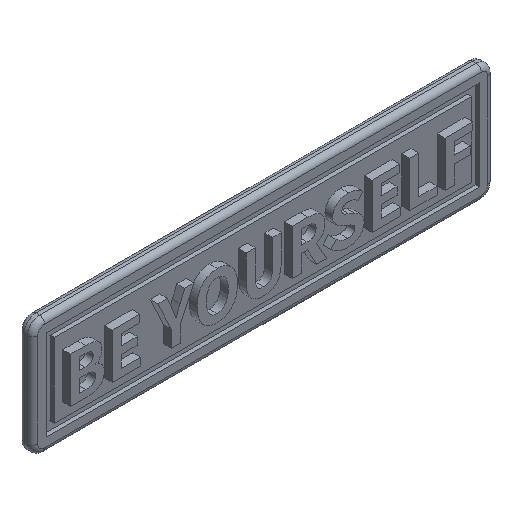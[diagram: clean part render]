
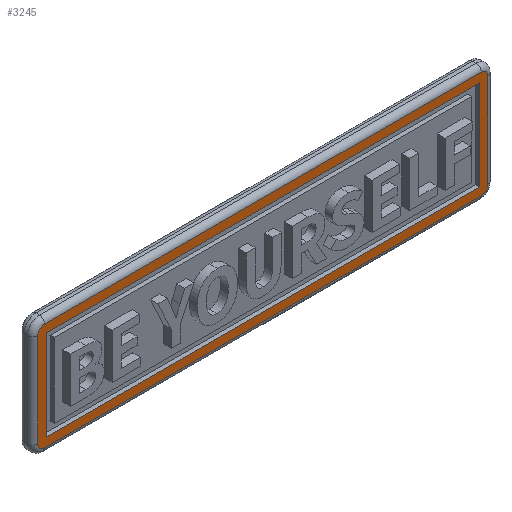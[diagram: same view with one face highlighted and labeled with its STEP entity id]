
A CAD part, isometric view. The second image highlights one B-rep face of the part: STEP entity #3245.
In plain terms, the highlighted planar face has unit normal (0, -1, 0).
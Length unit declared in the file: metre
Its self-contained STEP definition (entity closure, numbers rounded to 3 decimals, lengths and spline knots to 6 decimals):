
#30=CIRCLE('',#3426,0.000858);
#31=CIRCLE('',#3427,0.000858);
#32=CIRCLE('',#3428,0.000858);
#33=CIRCLE('',#3429,0.000858);
#1000=ORIENTED_EDGE('',*,*,#1525,.T.);
#1001=ORIENTED_EDGE('',*,*,#1526,.T.);
#1002=ORIENTED_EDGE('',*,*,#1527,.T.);
#1003=ORIENTED_EDGE('',*,*,#1528,.T.);
#1004=ORIENTED_EDGE('',*,*,#1529,.T.);
#1005=ORIENTED_EDGE('',*,*,#1530,.T.);
#1006=ORIENTED_EDGE('',*,*,#1531,.T.);
#1007=ORIENTED_EDGE('',*,*,#1532,.T.);
#1008=ORIENTED_EDGE('',*,*,#1499,.F.);
#1009=ORIENTED_EDGE('',*,*,#1503,.T.);
#1010=ORIENTED_EDGE('',*,*,#1506,.T.);
#1011=ORIENTED_EDGE('',*,*,#1524,.F.);
#1499=EDGE_CURVE('',#1829,#1830,#2186,.T.);
#1503=EDGE_CURVE('',#1829,#1832,#2190,.T.);
#1506=EDGE_CURVE('',#1832,#1834,#2193,.T.);
#1524=EDGE_CURVE('',#1830,#1834,#2211,.T.);
#1525=EDGE_CURVE('',#1851,#1852,#2212,.F.);
#1526=EDGE_CURVE('',#1852,#1853,#30,.T.);
#1527=EDGE_CURVE('',#1853,#1854,#2213,.T.);
#1528=EDGE_CURVE('',#1854,#1855,#31,.T.);
#1529=EDGE_CURVE('',#1855,#1856,#2214,.T.);
#1530=EDGE_CURVE('',#1856,#1857,#32,.T.);
#1531=EDGE_CURVE('',#1857,#1858,#2215,.F.);
#1532=EDGE_CURVE('',#1858,#1851,#33,.T.);
#1829=VERTEX_POINT('',#5490);
#1830=VERTEX_POINT('',#5492);
#1832=VERTEX_POINT('',#5498);
#1834=VERTEX_POINT('',#5504);
#1851=VERTEX_POINT('',#5547);
#1852=VERTEX_POINT('',#5548);
#1853=VERTEX_POINT('',#5550);
#1854=VERTEX_POINT('',#5552);
#1855=VERTEX_POINT('',#5554);
#1856=VERTEX_POINT('',#5556);
#1857=VERTEX_POINT('',#5558);
#1858=VERTEX_POINT('',#5560);
#2186=LINE('',#5491,#2539);
#2190=LINE('',#5499,#2543);
#2193=LINE('',#5505,#2546);
#2211=LINE('',#5544,#2564);
#2212=LINE('',#5546,#2565);
#2213=LINE('',#5551,#2566);
#2214=LINE('',#5555,#2567);
#2215=LINE('',#5559,#2568);
#2539=VECTOR('',#4028,1.);
#2543=VECTOR('',#4034,1.);
#2546=VECTOR('',#4039,1.);
#2564=VECTOR('',#4067,1.);
#2565=VECTOR('',#4070,1.);
#2566=VECTOR('',#4073,1.);
#2567=VECTOR('',#4076,1.);
#2568=VECTOR('',#4079,1.);
#2746=EDGE_LOOP('',(#1000,#1001,#1002,#1003,#1004,#1005,#1006,#1007));
#2747=EDGE_LOOP('',(#1008,#1009,#1010,#1011));
#2943=FACE_BOUND('',#2746,.T.);
#2944=FACE_BOUND('',#2747,.T.);
#3086=PLANE('',#3425);
#3245=ADVANCED_FACE('',(#2943,#2944),#3086,.T.);
#3425=AXIS2_PLACEMENT_3D('',#5545,#4068,#4069);
#3426=AXIS2_PLACEMENT_3D('',#5549,#4071,#4072);
#3427=AXIS2_PLACEMENT_3D('',#5553,#4074,#4075);
#3428=AXIS2_PLACEMENT_3D('',#5557,#4077,#4078);
#3429=AXIS2_PLACEMENT_3D('',#5561,#4080,#4081);
#4028=DIRECTION('',(-1.,0.,0.));
#4034=DIRECTION('',(0.,0.,-1.));
#4039=DIRECTION('',(-1.,0.,0.));
#4067=DIRECTION('',(0.,0.,-1.));
#4068=DIRECTION('',(0.,-1.,0.));
#4069=DIRECTION('',(1.,0.,0.));
#4070=DIRECTION('',(0.,0.,-1.));
#4071=DIRECTION('',(0.,-1.,0.));
#4072=DIRECTION('',(0.,0.,-1.));
#4073=DIRECTION('',(-1.,0.,0.));
#4074=DIRECTION('',(0.,-1.,0.));
#4075=DIRECTION('',(0.,0.,-1.));
#4076=DIRECTION('',(0.,0.,-1.));
#4077=DIRECTION('',(0.,-1.,0.));
#4078=DIRECTION('',(0.,0.,-1.));
#4079=DIRECTION('',(-1.,0.,0.));
#4080=DIRECTION('',(0.,-1.,0.));
#4081=DIRECTION('',(0.,0.,-1.));
#5490=CARTESIAN_POINT('',(0.028067,-0.001778,0.005842));
#5491=CARTESIAN_POINT('',(0.,-0.001778,0.005842));
#5492=CARTESIAN_POINT('',(-0.028067,-0.001778,0.005842));
#5498=CARTESIAN_POINT('',(0.028067,-0.001778,-0.005842));
#5499=CARTESIAN_POINT('',(0.028067,-0.001778,0.));
#5504=CARTESIAN_POINT('',(-0.028067,-0.001778,-0.005842));
#5505=CARTESIAN_POINT('',(0.,-0.001778,-0.005842));
#5544=CARTESIAN_POINT('',(-0.028067,-0.001778,0.));
#5545=CARTESIAN_POINT('',(0.,-0.001778,0.));
#5546=CARTESIAN_POINT('',(0.02917,-0.001778,0.));
#5547=CARTESIAN_POINT('',(0.02917,-0.001778,-0.006087));
#5548=CARTESIAN_POINT('',(0.02917,-0.001778,0.006087));
#5549=CARTESIAN_POINT('',(0.028312,-0.001778,0.006087));
#5550=CARTESIAN_POINT('',(0.028312,-0.001778,0.006945));
#5551=CARTESIAN_POINT('',(-0.028312,-0.001778,0.006945));
#5552=CARTESIAN_POINT('',(-0.028312,-0.001778,0.006945));
#5553=CARTESIAN_POINT('',(-0.028312,-0.001778,0.006087));
#5554=CARTESIAN_POINT('',(-0.02917,-0.001778,0.006087));
#5555=CARTESIAN_POINT('',(-0.02917,-0.001778,-0.006087));
#5556=CARTESIAN_POINT('',(-0.02917,-0.001778,-0.006087));
#5557=CARTESIAN_POINT('',(-0.028312,-0.001778,-0.006087));
#5558=CARTESIAN_POINT('',(-0.028312,-0.001778,-0.006945));
#5559=CARTESIAN_POINT('',(0.,-0.001778,-0.006945));
#5560=CARTESIAN_POINT('',(0.028312,-0.001778,-0.006945));
#5561=CARTESIAN_POINT('',(0.028312,-0.001778,-0.006087));
